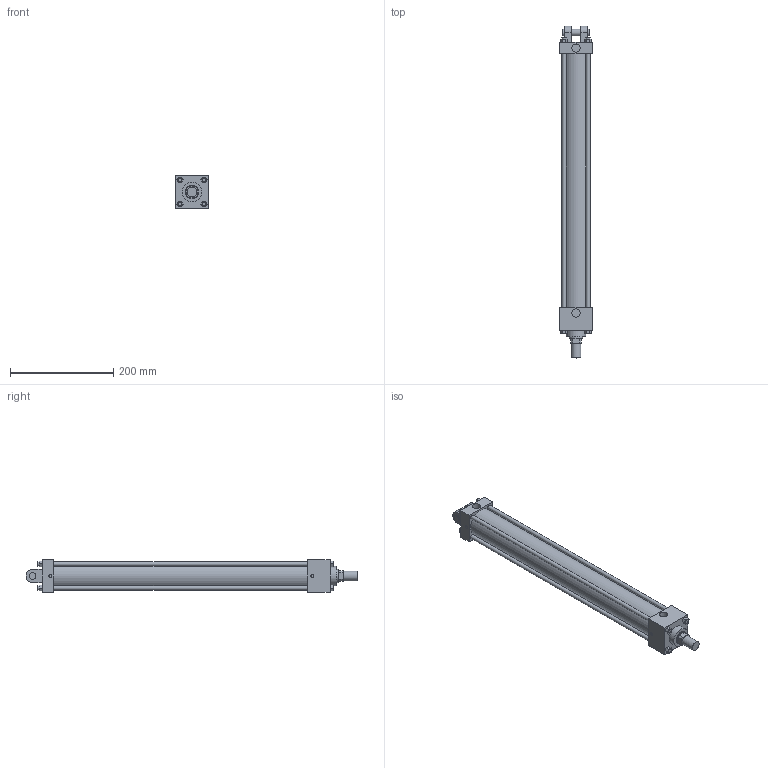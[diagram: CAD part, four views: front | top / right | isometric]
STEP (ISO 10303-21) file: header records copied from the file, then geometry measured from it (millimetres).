
FILE_DESCRIPTION((' Parasolid data model '),'2;1');
FILE_NAME('GSSL','1999-12-15T14:50:56+00:00',(' GSSL '),(' GSSL Pune '),'','GSSL Pune','Author');
FILE_SCHEMA(('CONFIG_CONTROL_DESIGN'));
Length unit declared in the file: millimetre
Bounding box: 63.5 x 644.52 x 63.5 mm (x, y, z)
Surface area: 175588.4 mm2 (no closed solid volume)
Topology: 0 solids, 10 shells, 135 faces, 350 edges, 251 vertices
Faces by surface type: plane 102, cylinder 33
Full cylindrical faces by diameter (mm): 5.556 x6, 7.938 x12, 12.7 x3, 15.926 x2, 19.05 x1, 25.4 x1, 38.1 x1, 55.626 x1
Entity records: 4351 total; most frequent: CARTESIAN_POINT 775, DIRECTION 686, ORIENTED_EDGE 593, EDGE_CURVE 362, LINE 292, VECTOR 292, VERTEX_POINT 286, EDGE_LOOP 218
